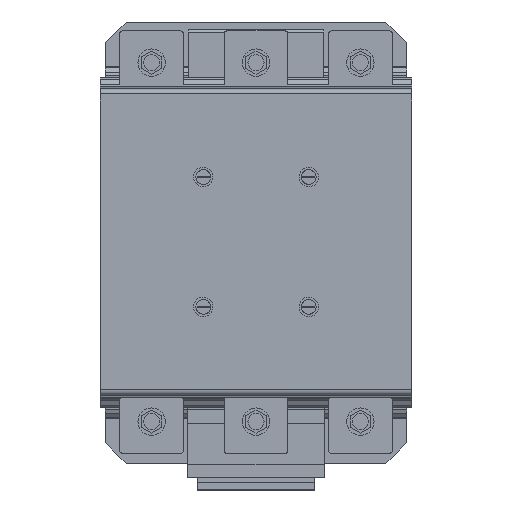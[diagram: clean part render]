
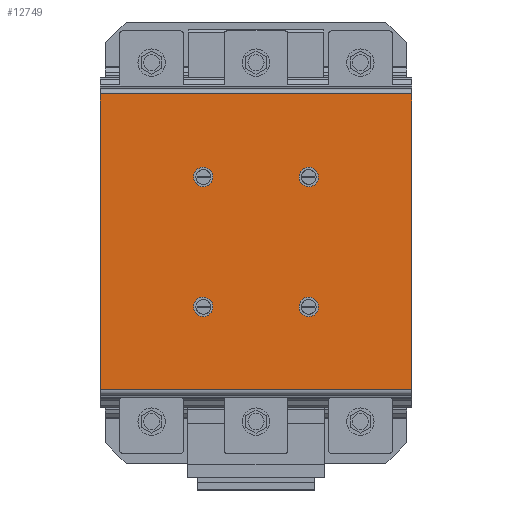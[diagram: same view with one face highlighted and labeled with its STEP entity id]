
A CAD part, top view. The second image highlights one B-rep face of the part: STEP entity #12749.
In plain terms, the highlighted planar face has unit normal (0, 0, 1).
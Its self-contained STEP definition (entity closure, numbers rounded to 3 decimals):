
#11278=CARTESIAN_POINT('',(58.137,41.091,287.283));
#11279=VERTEX_POINT('',#11278);
#11288=CARTESIAN_POINT('',(63.488,34.392,287.283));
#11289=VERTEX_POINT('',#11288);
#11290=CARTESIAN_POINT('',(64.162,40.418,287.283));
#11291=DIRECTION('',(0.0,0.0,-1.0));
#11292=DIRECTION('',(-0.994,0.111,0.0));
#11293=AXIS2_PLACEMENT_3D('',#11290,#11291,#11292);
#11294=CIRCLE('',#11293,6.063);
#11295=EDGE_CURVE('',#11289,#11279,#11294,.T.);
#11297=CARTESIAN_POINT('',(70.187,39.744,287.283));
#11298=VERTEX_POINT('',#11297);
#11299=CARTESIAN_POINT('',(64.162,40.418,287.283));
#11300=DIRECTION('',(0.0,0.0,-1.0));
#11301=DIRECTION('',(-0.994,0.111,0.0));
#11302=AXIS2_PLACEMENT_3D('',#11299,#11300,#11301);
#11303=CIRCLE('',#11302,6.063);
#11304=EDGE_CURVE('',#11298,#11289,#11303,.T.);
#11423=CARTESIAN_POINT('',(123.814,41.091,287.283));
#11424=VERTEX_POINT('',#11423);
#11433=CARTESIAN_POINT('',(129.165,34.393,287.283));
#11434=VERTEX_POINT('',#11433);
#11435=CARTESIAN_POINT('',(129.839,40.418,287.283));
#11436=DIRECTION('',(0.0,0.0,-1.0));
#11437=DIRECTION('',(-0.994,0.111,0.0));
#11438=AXIS2_PLACEMENT_3D('',#11435,#11436,#11437);
#11439=CIRCLE('',#11438,6.063);
#11440=EDGE_CURVE('',#11434,#11424,#11439,.T.);
#11442=CARTESIAN_POINT('',(135.864,39.744,287.283));
#11443=VERTEX_POINT('',#11442);
#11444=CARTESIAN_POINT('',(129.839,40.418,287.283));
#11445=DIRECTION('',(0.0,0.0,-1.0));
#11446=DIRECTION('',(-0.994,0.111,0.0));
#11447=AXIS2_PLACEMENT_3D('',#11444,#11445,#11446);
#11448=CIRCLE('',#11447,6.063);
#11449=EDGE_CURVE('',#11443,#11434,#11448,.T.);
#11568=CARTESIAN_POINT('',(58.137,-39.742,287.283));
#11569=VERTEX_POINT('',#11568);
#11578=CARTESIAN_POINT('',(63.488,-46.441,287.283));
#11579=VERTEX_POINT('',#11578);
#11580=CARTESIAN_POINT('',(64.162,-40.416,287.283));
#11581=DIRECTION('',(0.0,0.0,-1.0));
#11582=DIRECTION('',(-0.994,0.111,0.0));
#11583=AXIS2_PLACEMENT_3D('',#11580,#11581,#11582);
#11584=CIRCLE('',#11583,6.063);
#11585=EDGE_CURVE('',#11579,#11569,#11584,.T.);
#11587=CARTESIAN_POINT('',(70.187,-41.09,287.283));
#11588=VERTEX_POINT('',#11587);
#11589=CARTESIAN_POINT('',(64.162,-40.416,287.283));
#11590=DIRECTION('',(0.0,0.0,-1.0));
#11591=DIRECTION('',(-0.994,0.111,0.0));
#11592=AXIS2_PLACEMENT_3D('',#11589,#11590,#11591);
#11593=CIRCLE('',#11592,6.063);
#11594=EDGE_CURVE('',#11588,#11579,#11593,.T.);
#11713=CARTESIAN_POINT('',(123.814,-39.742,287.283));
#11714=VERTEX_POINT('',#11713);
#11723=CARTESIAN_POINT('',(129.165,-46.441,287.283));
#11724=VERTEX_POINT('',#11723);
#11725=CARTESIAN_POINT('',(129.839,-40.416,287.283));
#11726=DIRECTION('',(0.0,0.0,-1.0));
#11727=DIRECTION('',(-0.994,0.111,0.0));
#11728=AXIS2_PLACEMENT_3D('',#11725,#11726,#11727);
#11729=CIRCLE('',#11728,6.063);
#11730=EDGE_CURVE('',#11724,#11714,#11729,.T.);
#11732=CARTESIAN_POINT('',(135.864,-41.09,287.283));
#11733=VERTEX_POINT('',#11732);
#11734=CARTESIAN_POINT('',(129.839,-40.416,287.283));
#11735=DIRECTION('',(0.0,0.0,-1.0));
#11736=DIRECTION('',(-0.994,0.111,0.0));
#11737=AXIS2_PLACEMENT_3D('',#11734,#11735,#11736);
#11738=CIRCLE('',#11737,6.063);
#11739=EDGE_CURVE('',#11733,#11724,#11738,.T.);
#11782=CARTESIAN_POINT('',(129.839,-40.416,287.283));
#11783=DIRECTION('',(0.0,0.0,-1.0));
#11784=DIRECTION('',(-0.994,0.111,0.0));
#11785=AXIS2_PLACEMENT_3D('',#11782,#11783,#11784);
#11786=CIRCLE('',#11785,6.063);
#11787=EDGE_CURVE('',#11714,#11733,#11786,.T.);
#11958=CARTESIAN_POINT('',(64.162,-40.416,287.283));
#11959=DIRECTION('',(0.0,0.0,-1.0));
#11960=DIRECTION('',(-0.994,0.111,0.0));
#11961=AXIS2_PLACEMENT_3D('',#11958,#11959,#11960);
#11962=CIRCLE('',#11961,6.063);
#11963=EDGE_CURVE('',#11569,#11588,#11962,.T.);
#12134=CARTESIAN_POINT('',(129.839,40.418,287.283));
#12135=DIRECTION('',(0.0,0.0,-1.0));
#12136=DIRECTION('',(-0.994,0.111,0.0));
#12137=AXIS2_PLACEMENT_3D('',#12134,#12135,#12136);
#12138=CIRCLE('',#12137,6.063);
#12139=EDGE_CURVE('',#11424,#11443,#12138,.T.);
#12310=CARTESIAN_POINT('',(64.162,40.418,287.283));
#12311=DIRECTION('',(0.0,0.0,-1.0));
#12312=DIRECTION('',(-0.994,0.111,0.0));
#12313=AXIS2_PLACEMENT_3D('',#12310,#12311,#12312);
#12314=CIRCLE('',#12313,6.063);
#12315=EDGE_CURVE('',#11279,#11298,#12314,.T.);
#12477=CARTESIAN_POINT('',(194.,92.115,287.283));
#12478=VERTEX_POINT('',#12477);
#12479=CARTESIAN_POINT('',(194.,-92.114,287.283));
#12480=VERTEX_POINT('',#12479);
#12481=CARTESIAN_POINT('',(194.,92.115,287.283));
#12482=DIRECTION('',(0.0,-1.0,0.0));
#12483=VECTOR('',#12482,184.229);
#12484=LINE('',#12481,#12483);
#12485=EDGE_CURVE('',#12478,#12480,#12484,.T.);
#12687=CARTESIAN_POINT('',(0.0,-92.114,287.283));
#12688=VERTEX_POINT('',#12687);
#12689=CARTESIAN_POINT('',(194.,-92.114,287.283));
#12690=DIRECTION('',(-1.0,0.0,0.0));
#12691=VECTOR('',#12690,194.);
#12692=LINE('',#12689,#12691);
#12693=EDGE_CURVE('',#12480,#12688,#12692,.T.);
#12706=CARTESIAN_POINT('',(242.5,92.115,287.283));
#12707=DIRECTION('',(0.0,0.0,1.0));
#12708=DIRECTION('',(1.0,0.0,0.0));
#12709=AXIS2_PLACEMENT_3D('',#12706,#12707,#12708);
#12710=PLANE('',#12709);
#12711=ORIENTED_EDGE('',*,*,#12485,.F.);
#12712=CARTESIAN_POINT('',(0.0,92.115,287.283));
#12713=VERTEX_POINT('',#12712);
#12714=CARTESIAN_POINT('',(194.,92.115,287.283));
#12715=DIRECTION('',(-1.0,0.0,0.0));
#12716=VECTOR('',#12715,194.);
#12717=LINE('',#12714,#12716);
#12718=EDGE_CURVE('',#12478,#12713,#12717,.T.);
#12719=ORIENTED_EDGE('',*,*,#12718,.T.);
#12720=CARTESIAN_POINT('',(0.0,92.115,287.283));
#12721=DIRECTION('',(0.0,-1.0,0.0));
#12722=VECTOR('',#12721,184.229);
#12723=LINE('',#12720,#12722);
#12724=EDGE_CURVE('',#12713,#12688,#12723,.T.);
#12725=ORIENTED_EDGE('',*,*,#12724,.T.);
#12726=ORIENTED_EDGE('',*,*,#12693,.F.);
#12727=EDGE_LOOP('',(#12711,#12719,#12725,#12726));
#12728=FACE_OUTER_BOUND('',#12727,.T.);
#12729=ORIENTED_EDGE('',*,*,#11730,.T.);
#12730=ORIENTED_EDGE('',*,*,#11787,.T.);
#12731=ORIENTED_EDGE('',*,*,#11739,.T.);
#12732=EDGE_LOOP('',(#12729,#12730,#12731));
#12733=FACE_BOUND('',#12732,.T.);
#12734=ORIENTED_EDGE('',*,*,#11585,.T.);
#12735=ORIENTED_EDGE('',*,*,#11963,.T.);
#12736=ORIENTED_EDGE('',*,*,#11594,.T.);
#12737=EDGE_LOOP('',(#12734,#12735,#12736));
#12738=FACE_BOUND('',#12737,.T.);
#12739=ORIENTED_EDGE('',*,*,#11440,.T.);
#12740=ORIENTED_EDGE('',*,*,#12139,.T.);
#12741=ORIENTED_EDGE('',*,*,#11449,.T.);
#12742=EDGE_LOOP('',(#12739,#12740,#12741));
#12743=FACE_BOUND('',#12742,.T.);
#12744=ORIENTED_EDGE('',*,*,#11295,.T.);
#12745=ORIENTED_EDGE('',*,*,#12315,.T.);
#12746=ORIENTED_EDGE('',*,*,#11304,.T.);
#12747=EDGE_LOOP('',(#12744,#12745,#12746));
#12748=FACE_BOUND('',#12747,.T.);
#12749=ADVANCED_FACE('',(#12728,#12733,#12738,#12743,#12748),#12710,.T.);
